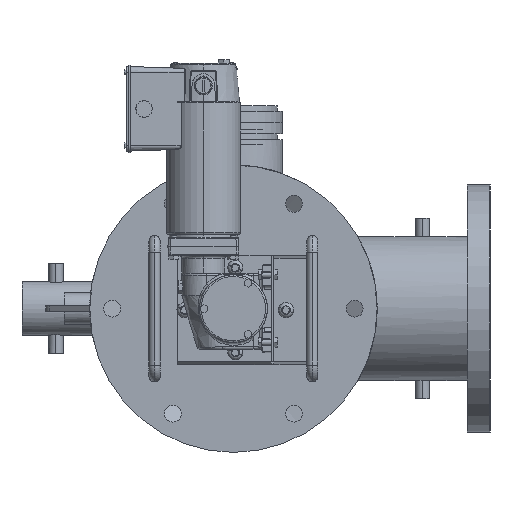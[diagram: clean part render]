
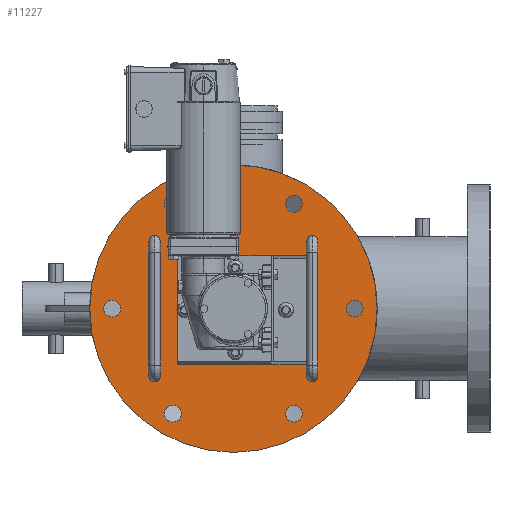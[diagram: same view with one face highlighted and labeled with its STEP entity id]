
A CAD part, left-side view. The second image highlights one B-rep face of the part: STEP entity #11227.
In plain terms, the highlighted planar face has unit normal (-1, 0, 0).
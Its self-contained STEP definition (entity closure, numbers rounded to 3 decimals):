
#57 = DIRECTION ( 'NONE',  ( -1., 0., 0. ) ) ;
#118 = AXIS2_PLACEMENT_3D ( 'NONE', #2953, #8748, #27990 ) ;
#149 = ORIENTED_EDGE ( 'NONE', *, *, #9560, .F. ) ;
#304 = DIRECTION ( 'NONE',  ( 0., -1., 0. ) ) ;
#1305 = CARTESIAN_POINT ( 'NONE',  ( -25.4, -77.787, 118.234 ) ) ;
#1793 = CARTESIAN_POINT ( 'NONE',  ( -25.4, 77.788, 118.234 ) ) ;
#2176 = DIRECTION ( 'NONE',  ( -1., 0., 0. ) ) ;
#2953 = CARTESIAN_POINT ( 'NONE',  ( -25.4, -136.525, 0. ) ) ;
#3069 = CARTESIAN_POINT ( 'NONE',  ( -25.4, -58.738, -118.234 ) ) ;
#3929 = CARTESIAN_POINT ( 'NONE',  ( -25.4, 68.263, 118.234 ) ) ;
#4204 = CARTESIAN_POINT ( 'NONE',  ( -25.4, -68.262, 118.234 ) ) ;
#4486 = CIRCLE ( 'NONE', #34064, 9.525 ) ;
#4551 = CIRCLE ( 'NONE', #27681, 9.525 ) ;
#5274 = CIRCLE ( 'NONE', #27509, 9.525 ) ;
#5560 = ORIENTED_EDGE ( 'NONE', *, *, #17127, .F. ) ;
#5820 = VERTEX_POINT ( 'NONE', #14258 ) ;
#5960 = EDGE_CURVE ( 'NONE', #15294, #11907, #20597, .T. ) ;
#6002 = CARTESIAN_POINT ( 'NONE',  ( -25.4, 68.263, 118.234 ) ) ;
#6020 = CARTESIAN_POINT ( 'NONE',  ( -25.4, 58.738, 118.234 ) ) ;
#6194 = VERTEX_POINT ( 'NONE', #25861 ) ;
#6198 = DIRECTION ( 'NONE',  ( -1., 0., 0. ) ) ;
#6541 = CARTESIAN_POINT ( 'NONE',  ( -25.4, 0., 0. ) ) ;
#6665 = DIRECTION ( 'NONE',  ( -1., 0., 0. ) ) ;
#6804 = AXIS2_PLACEMENT_3D ( 'NONE', #4204, #34774, #12532 ) ;
#7032 = AXIS2_PLACEMENT_3D ( 'NONE', #23688, #6665, #18001 ) ;
#7286 = CARTESIAN_POINT ( 'NONE',  ( -25.4, 77.787, -118.234 ) ) ;
#7832 = EDGE_LOOP ( 'NONE', ( #34395, #18335 ) ) ;
#7869 = VERTEX_POINT ( 'NONE', #28364 ) ;
#8384 = DIRECTION ( 'NONE',  ( 0., -1., 0. ) ) ;
#8748 = DIRECTION ( 'NONE',  ( -1., 0., 0. ) ) ;
#8816 = CIRCLE ( 'NONE', #14923, 9.525 ) ;
#9560 = EDGE_CURVE ( 'NONE', #5820, #34950, #29065, .T. ) ;
#9660 = AXIS2_PLACEMENT_3D ( 'NONE', #35910, #27194, #18564 ) ;
#9797 = AXIS2_PLACEMENT_3D ( 'NONE', #19065, #2176, #22025 ) ;
#10788 = CARTESIAN_POINT ( 'NONE',  ( -25.4, 136.525, 0. ) ) ;
#11227 = ADVANCED_FACE ( 'NONE', ( #11676, #26760, #33798, #19253, #18365, #24982, #28488 ), #11248, .F. ) ;
#11248 = PLANE ( 'NONE',  #35613 ) ;
#11583 = ORIENTED_EDGE ( 'NONE', *, *, #32450, .F. ) ;
#11676 = FACE_BOUND ( 'NONE', #35807, .T. ) ;
#11907 = VERTEX_POINT ( 'NONE', #29326 ) ;
#12273 = DIRECTION ( 'NONE',  ( 0., 0., 1. ) ) ;
#12527 = EDGE_LOOP ( 'NONE', ( #17986, #14879 ) ) ;
#12532 = DIRECTION ( 'NONE',  ( 0., -1., 0. ) ) ;
#13338 = EDGE_CURVE ( 'NONE', #17001, #16343, #19619, .T. ) ;
#13812 = EDGE_CURVE ( 'NONE', #34184, #19769, #32369, .T. ) ;
#13899 = VERTEX_POINT ( 'NONE', #1793 ) ;
#14258 = CARTESIAN_POINT ( 'NONE',  ( -25.4, -146.05, 0. ) ) ;
#14405 = CARTESIAN_POINT ( 'NONE',  ( -25.4, 136.525, 0. ) ) ;
#14456 = DIRECTION ( 'NONE',  ( 0., 0., -1. ) ) ;
#14632 = VERTEX_POINT ( 'NONE', #6020 ) ;
#14879 = ORIENTED_EDGE ( 'NONE', *, *, #5960, .T. ) ;
#14923 = AXIS2_PLACEMENT_3D ( 'NONE', #3929, #17981, #34467 ) ;
#15294 = VERTEX_POINT ( 'NONE', #30863 ) ;
#15881 = AXIS2_PLACEMENT_3D ( 'NONE', #6541, #20593, #12273 ) ;
#16343 = VERTEX_POINT ( 'NONE', #24985 ) ;
#17001 = VERTEX_POINT ( 'NONE', #7286 ) ;
#17097 = ORIENTED_EDGE ( 'NONE', *, *, #17403, .F. ) ;
#17127 = EDGE_CURVE ( 'NONE', #29046, #6194, #5274, .T. ) ;
#17403 = EDGE_CURVE ( 'NONE', #13899, #14632, #8816, .T. ) ;
#17474 = ORIENTED_EDGE ( 'NONE', *, *, #33729, .F. ) ;
#17981 = DIRECTION ( 'NONE',  ( -1., 0., 0. ) ) ;
#17986 = ORIENTED_EDGE ( 'NONE', *, *, #20600, .T. ) ;
#18001 = DIRECTION ( 'NONE',  ( 0., -1., 0. ) ) ;
#18335 = ORIENTED_EDGE ( 'NONE', *, *, #21736, .F. ) ;
#18365 = FACE_BOUND ( 'NONE', #36439, .T. ) ;
#18564 = DIRECTION ( 'NONE',  ( 0., -1., 0. ) ) ;
#18604 = DIRECTION ( 'NONE',  ( -1., 0., 0. ) ) ;
#19065 = CARTESIAN_POINT ( 'NONE',  ( -25.4, 0., 0. ) ) ;
#19253 = FACE_BOUND ( 'NONE', #26025, .T. ) ;
#19619 = CIRCLE ( 'NONE', #30462, 9.525 ) ;
#19705 = CARTESIAN_POINT ( 'NONE',  ( -25.4, -68.263, -118.234 ) ) ;
#19769 = VERTEX_POINT ( 'NONE', #21966 ) ;
#20190 = VERTEX_POINT ( 'NONE', #3069 ) ;
#20543 = CIRCLE ( 'NONE', #33538, 9.525 ) ;
#20593 = DIRECTION ( 'NONE',  ( -1., 0., 0. ) ) ;
#20597 = CIRCLE ( 'NONE', #15881, 161.925 ) ;
#20600 = EDGE_CURVE ( 'NONE', #11907, #15294, #31853, .T. ) ;
#21137 = AXIS2_PLACEMENT_3D ( 'NONE', #19705, #57, #304 ) ;
#21318 = EDGE_CURVE ( 'NONE', #34950, #5820, #24792, .T. ) ;
#21488 = ORIENTED_EDGE ( 'NONE', *, *, #28560, .F. ) ;
#21736 = EDGE_CURVE ( 'NONE', #19769, #34184, #36193, .T. ) ;
#21966 = CARTESIAN_POINT ( 'NONE',  ( -25.4, -58.737, 118.234 ) ) ;
#22025 = DIRECTION ( 'NONE',  ( 0., 0., 1. ) ) ;
#22310 = ORIENTED_EDGE ( 'NONE', *, *, #30742, .F. ) ;
#22456 = EDGE_LOOP ( 'NONE', ( #26435, #17097 ) ) ;
#22556 = DIRECTION ( 'NONE',  ( 0., -1., 0. ) ) ;
#22783 = CARTESIAN_POINT ( 'NONE',  ( -25.4, 68.262, -118.234 ) ) ;
#23688 = CARTESIAN_POINT ( 'NONE',  ( -25.4, -136.525, 0. ) ) ;
#23700 = AXIS2_PLACEMENT_3D ( 'NONE', #27455, #30260, #27208 ) ;
#24209 = CIRCLE ( 'NONE', #21137, 9.525 ) ;
#24406 = DIRECTION ( 'NONE',  ( 0., -1., 0. ) ) ;
#24792 = CIRCLE ( 'NONE', #7032, 9.525 ) ;
#24982 = FACE_BOUND ( 'NONE', #26280, .T. ) ;
#24985 = CARTESIAN_POINT ( 'NONE',  ( -25.4, 58.737, -118.234 ) ) ;
#25129 = DIRECTION ( 'NONE',  ( 0., -1., 0. ) ) ;
#25251 = DIRECTION ( 'NONE',  ( -1., 0., 0. ) ) ;
#25283 = DIRECTION ( 'NONE',  ( -1., 0., 0. ) ) ;
#25600 = ORIENTED_EDGE ( 'NONE', *, *, #13338, .F. ) ;
#25604 = CARTESIAN_POINT ( 'NONE',  ( -25.4, 127., 0. ) ) ;
#25861 = CARTESIAN_POINT ( 'NONE',  ( -25.4, 146.05, 0. ) ) ;
#26025 = EDGE_LOOP ( 'NONE', ( #149, #35344 ) ) ;
#26280 = EDGE_LOOP ( 'NONE', ( #17474, #25600 ) ) ;
#26435 = ORIENTED_EDGE ( 'NONE', *, *, #32230, .F. ) ;
#26760 = FACE_BOUND ( 'NONE', #22456, .T. ) ;
#27194 = DIRECTION ( 'NONE',  ( -1., 0., 0. ) ) ;
#27208 = DIRECTION ( 'NONE',  ( 0., -1., 0. ) ) ;
#27455 = CARTESIAN_POINT ( 'NONE',  ( -25.4, -68.263, -118.234 ) ) ;
#27509 = AXIS2_PLACEMENT_3D ( 'NONE', #10788, #25283, #8384 ) ;
#27681 = AXIS2_PLACEMENT_3D ( 'NONE', #6002, #28583, #22556 ) ;
#27990 = DIRECTION ( 'NONE',  ( 0., -1., 0. ) ) ;
#28364 = CARTESIAN_POINT ( 'NONE',  ( -25.4, -77.788, -118.234 ) ) ;
#28488 = FACE_OUTER_BOUND ( 'NONE', #12527, .T. ) ;
#28560 = EDGE_CURVE ( 'NONE', #7869, #20190, #24209, .T. ) ;
#28583 = DIRECTION ( 'NONE',  ( -1., 0., 0. ) ) ;
#29046 = VERTEX_POINT ( 'NONE', #25604 ) ;
#29065 = CIRCLE ( 'NONE', #118, 9.525 ) ;
#29326 = CARTESIAN_POINT ( 'NONE',  ( -25.4, 0., 161.925 ) ) ;
#29682 = CARTESIAN_POINT ( 'NONE',  ( -25.4, 68.262, -118.234 ) ) ;
#30260 = DIRECTION ( 'NONE',  ( -1., 0., 0. ) ) ;
#30462 = AXIS2_PLACEMENT_3D ( 'NONE', #22783, #25251, #25129 ) ;
#30742 = EDGE_CURVE ( 'NONE', #6194, #29046, #20543, .T. ) ;
#30863 = CARTESIAN_POINT ( 'NONE',  ( -25.4, 0., -161.925 ) ) ;
#31403 = CARTESIAN_POINT ( 'NONE',  ( -25.4, 0., 0. ) ) ;
#31489 = CIRCLE ( 'NONE', #23700, 9.525 ) ;
#31853 = CIRCLE ( 'NONE', #9797, 161.925 ) ;
#32230 = EDGE_CURVE ( 'NONE', #14632, #13899, #4551, .T. ) ;
#32369 = CIRCLE ( 'NONE', #9660, 9.525 ) ;
#32450 = EDGE_CURVE ( 'NONE', #20190, #7869, #31489, .T. ) ;
#33538 = AXIS2_PLACEMENT_3D ( 'NONE', #14405, #6198, #34507 ) ;
#33729 = EDGE_CURVE ( 'NONE', #16343, #17001, #4486, .T. ) ;
#33798 = FACE_BOUND ( 'NONE', #7832, .T. ) ;
#33958 = DIRECTION ( 'NONE',  ( 1., 0., 0. ) ) ;
#34064 = AXIS2_PLACEMENT_3D ( 'NONE', #29682, #18604, #24406 ) ;
#34184 = VERTEX_POINT ( 'NONE', #1305 ) ;
#34395 = ORIENTED_EDGE ( 'NONE', *, *, #13812, .F. ) ;
#34467 = DIRECTION ( 'NONE',  ( 0., -1., 0. ) ) ;
#34507 = DIRECTION ( 'NONE',  ( 0., -1., 0. ) ) ;
#34774 = DIRECTION ( 'NONE',  ( -1., 0., 0. ) ) ;
#34950 = VERTEX_POINT ( 'NONE', #36219 ) ;
#35344 = ORIENTED_EDGE ( 'NONE', *, *, #21318, .F. ) ;
#35613 = AXIS2_PLACEMENT_3D ( 'NONE', #31403, #33958, #14456 ) ;
#35807 = EDGE_LOOP ( 'NONE', ( #5560, #22310 ) ) ;
#35910 = CARTESIAN_POINT ( 'NONE',  ( -25.4, -68.262, 118.234 ) ) ;
#36193 = CIRCLE ( 'NONE', #6804, 9.525 ) ;
#36219 = CARTESIAN_POINT ( 'NONE',  ( -25.4, -127., 0. ) ) ;
#36439 = EDGE_LOOP ( 'NONE', ( #21488, #11583 ) ) ;
